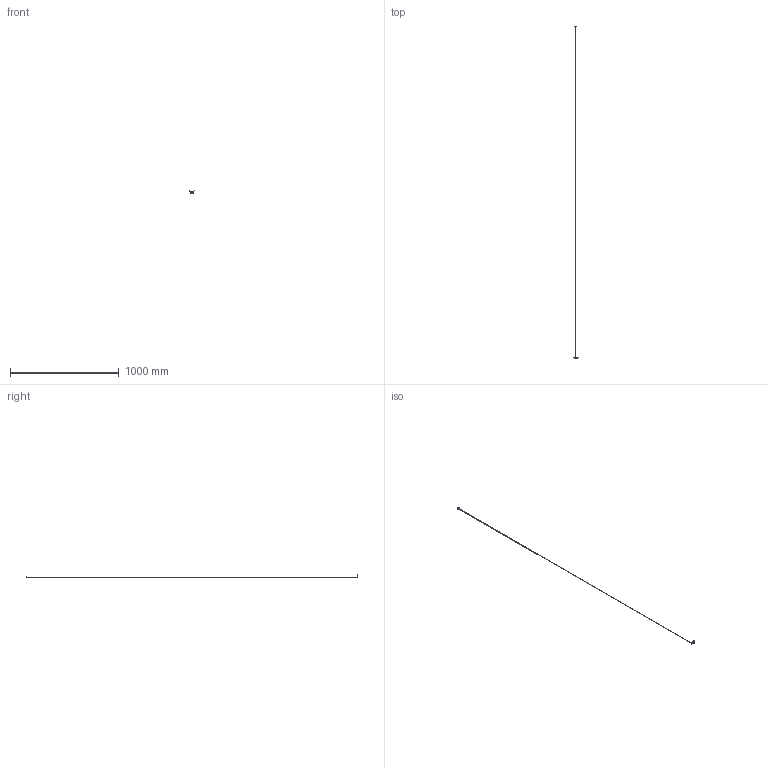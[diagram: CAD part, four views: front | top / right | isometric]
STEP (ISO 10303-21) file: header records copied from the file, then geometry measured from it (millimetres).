
FILE_DESCRIPTION (( 'STEP AP214' ), '1' );
FILE_NAME ('14058-E0W.step', '2007-11-13T09:38:44', ( ' ' ), ( ' ' ), 'SwSTEP 2.0', 'SolidWorks 2007', '' );
FILE_SCHEMA (( 'AUTOMOTIVE_DESIGN' ));
Length unit declared in the file: inch
Products named in the file (1): 14058-E0W
Bounding box: 45.73 x 3049.95 x 28.46 mm (x, y, z)
Surface area: 11448.8 mm2 (no closed solid volume)
Topology: 0 solids, 11 shells, 41 faces, 336 edges, 302 vertices
Faces by surface type: plane 39, cylinder 2
Entity records: 3636 total; most frequent: CARTESIAN_POINT 680, DIRECTION 440, ORIENTED_EDGE 381, EDGE_CURVE 336, VECTOR 316, LINE 316, VERTEX_POINT 302, EDGE_LOOP 70
